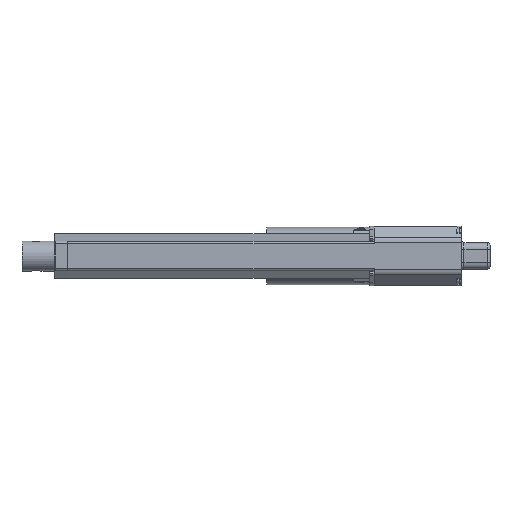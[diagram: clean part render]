
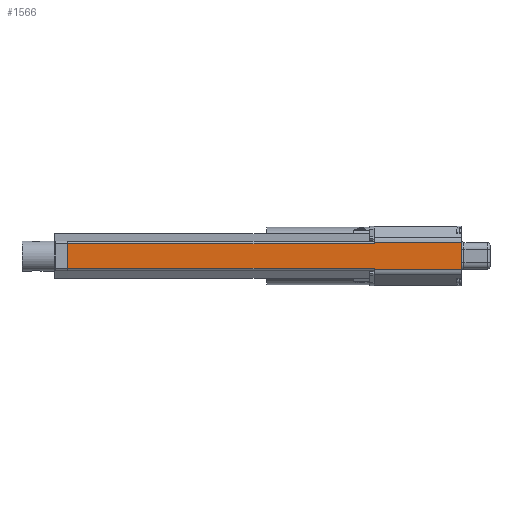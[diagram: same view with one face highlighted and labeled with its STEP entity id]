
A CAD part, left-side view. The second image highlights one B-rep face of the part: STEP entity #1566.
In plain terms, the highlighted planar face has unit normal (-1, 0, 0).
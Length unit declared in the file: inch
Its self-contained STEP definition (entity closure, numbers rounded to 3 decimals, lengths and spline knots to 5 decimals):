
#159 = EDGE_CURVE ( 'NONE', #5682, #6651, #1476, .T. ) ;
#248 = DIRECTION ( 'NONE',  ( 0., 0., 1. ) ) ;
#436 = CARTESIAN_POINT ( 'NONE',  ( 0., 0., -0.43284 ) ) ;
#652 = EDGE_CURVE ( 'NONE', #6651, #9316, #8218, .T. ) ;
#1284 = VECTOR ( 'NONE', #9385, 39.37008 ) ;
#1343 = ORIENTED_EDGE ( 'NONE', *, *, #6309, .F. ) ;
#1377 = LINE ( 'NONE', #4746, #1951 ) ;
#1476 = LINE ( 'NONE', #6875, #1927 ) ;
#1483 = DIRECTION ( 'NONE',  ( 0., 0., 1. ) ) ;
#1496 = CARTESIAN_POINT ( 'NONE',  ( 0., 2.28, -0.35 ) ) ;
#1519 = VECTOR ( 'NONE', #7290, 39.37008 ) ;
#1566 = ADVANCED_FACE ( 'NONE', ( #5608 ), #1730, .F. ) ;
#1665 = EDGE_CURVE ( 'NONE', #5061, #5785, #5721, .T. ) ;
#1730 = PLANE ( 'NONE',  #5320 ) ;
#1769 = DIRECTION ( 'NONE',  ( 0., -1., 0. ) ) ;
#1826 = VERTEX_POINT ( 'NONE', #8295 ) ;
#1915 = EDGE_LOOP ( 'NONE', ( #6888, #4905, #1343, #4990, #9615, #4660, #8591, #9331 ) ) ;
#1927 = VECTOR ( 'NONE', #248, 39.37008 ) ;
#1951 = VECTOR ( 'NONE', #1769, 39.37008 ) ;
#2093 = VECTOR ( 'NONE', #1483, 39.37008 ) ;
#2231 = VECTOR ( 'NONE', #6107, 39.37008 ) ;
#2259 = DIRECTION ( 'NONE',  ( 0., -1., 0. ) ) ;
#2451 = EDGE_CURVE ( 'NONE', #9454, #4278, #5632, .T. ) ;
#2884 = CARTESIAN_POINT ( 'NONE',  ( 0., 0., -1.12716 ) ) ;
#3492 = DIRECTION ( 'NONE',  ( 0., 0., 1. ) ) ;
#3955 = LINE ( 'NONE', #8895, #9150 ) ;
#4151 = EDGE_CURVE ( 'NONE', #5061, #4278, #5580, .T. ) ;
#4278 = VERTEX_POINT ( 'NONE', #4328 ) ;
#4328 = CARTESIAN_POINT ( 'NONE',  ( 0., 2.28, -1.09992 ) ) ;
#4660 = ORIENTED_EDGE ( 'NONE', *, *, #4151, .T. ) ;
#4746 = CARTESIAN_POINT ( 'NONE',  ( 0., 2.28, -1.12716 ) ) ;
#4905 = ORIENTED_EDGE ( 'NONE', *, *, #652, .T. ) ;
#4990 = ORIENTED_EDGE ( 'NONE', *, *, #9531, .F. ) ;
#5061 = VERTEX_POINT ( 'NONE', #7956 ) ;
#5320 = AXIS2_PLACEMENT_3D ( 'NONE', #1496, #6135, #6666 ) ;
#5580 = LINE ( 'NONE', #6369, #1284 ) ;
#5608 = FACE_OUTER_BOUND ( 'NONE', #1915, .T. ) ;
#5632 = LINE ( 'NONE', #6395, #8049 ) ;
#5671 = CARTESIAN_POINT ( 'NONE',  ( 0., 2.28, -0.43284 ) ) ;
#5682 = VERTEX_POINT ( 'NONE', #2884 ) ;
#5721 = LINE ( 'NONE', #8405, #2231 ) ;
#5785 = VERTEX_POINT ( 'NONE', #6756 ) ;
#6107 = DIRECTION ( 'NONE',  ( 0., 0., 1. ) ) ;
#6135 = DIRECTION ( 'NONE',  ( 1., 0., 0. ) ) ;
#6171 = LINE ( 'NONE', #8819, #2093 ) ;
#6309 = EDGE_CURVE ( 'NONE', #1826, #9316, #6171, .T. ) ;
#6369 = CARTESIAN_POINT ( 'NONE',  ( 0., 10.28, -1.09992 ) ) ;
#6395 = CARTESIAN_POINT ( 'NONE',  ( 0., 2.28, -0.35 ) ) ;
#6651 = VERTEX_POINT ( 'NONE', #436 ) ;
#6666 = DIRECTION ( 'NONE',  ( 0., 0., -1. ) ) ;
#6721 = CARTESIAN_POINT ( 'NONE',  ( 0., 2.28, -1.12716 ) ) ;
#6756 = CARTESIAN_POINT ( 'NONE',  ( 0., 10.28, -0.4638 ) ) ;
#6875 = CARTESIAN_POINT ( 'NONE',  ( 0., 0., -0.35 ) ) ;
#6888 = ORIENTED_EDGE ( 'NONE', *, *, #159, .T. ) ;
#7208 = EDGE_CURVE ( 'NONE', #9454, #5682, #1377, .T. ) ;
#7246 = CARTESIAN_POINT ( 'NONE',  ( 0., 2.28, -0.43284 ) ) ;
#7290 = DIRECTION ( 'NONE',  ( 0., 1., 0. ) ) ;
#7956 = CARTESIAN_POINT ( 'NONE',  ( 0., 10.28, -1.09992 ) ) ;
#8049 = VECTOR ( 'NONE', #3492, 39.37008 ) ;
#8218 = LINE ( 'NONE', #7246, #1519 ) ;
#8295 = CARTESIAN_POINT ( 'NONE',  ( 0., 2.28, -0.4638 ) ) ;
#8405 = CARTESIAN_POINT ( 'NONE',  ( 0., 10.28, -1.09992 ) ) ;
#8591 = ORIENTED_EDGE ( 'NONE', *, *, #2451, .F. ) ;
#8819 = CARTESIAN_POINT ( 'NONE',  ( 0., 2.28, -0.35 ) ) ;
#8895 = CARTESIAN_POINT ( 'NONE',  ( 0., 10.28, -0.4638 ) ) ;
#9150 = VECTOR ( 'NONE', #2259, 39.37008 ) ;
#9316 = VERTEX_POINT ( 'NONE', #5671 ) ;
#9331 = ORIENTED_EDGE ( 'NONE', *, *, #7208, .T. ) ;
#9385 = DIRECTION ( 'NONE',  ( 0., -1., 0. ) ) ;
#9454 = VERTEX_POINT ( 'NONE', #6721 ) ;
#9531 = EDGE_CURVE ( 'NONE', #5785, #1826, #3955, .T. ) ;
#9615 = ORIENTED_EDGE ( 'NONE', *, *, #1665, .F. ) ;
